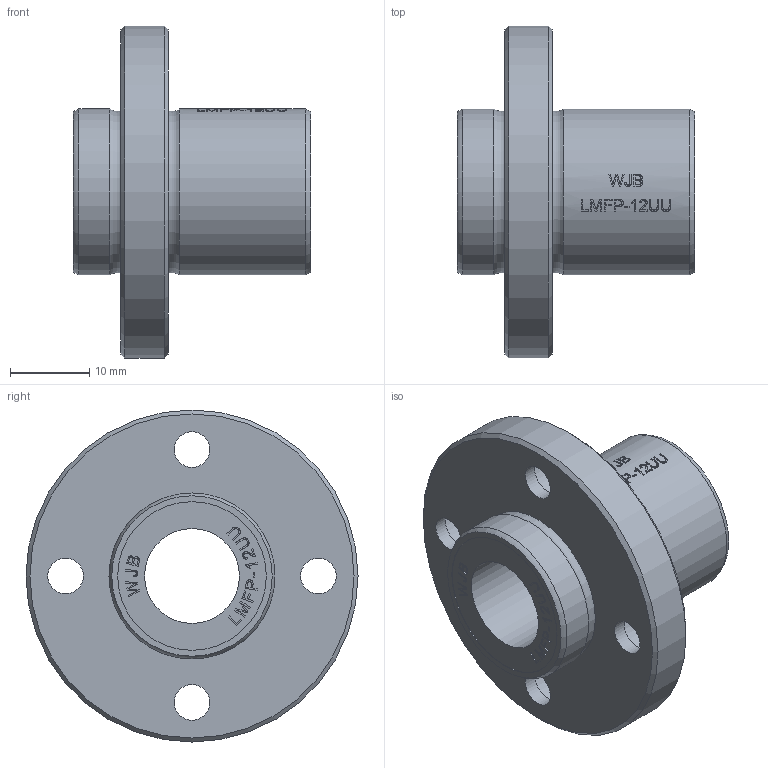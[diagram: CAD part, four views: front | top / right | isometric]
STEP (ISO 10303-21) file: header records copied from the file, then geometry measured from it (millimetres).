
FILE_DESCRIPTION(/* description */ (''),/* implementation_level */ '2;1');
FILE_NAME(/* name */ 'WJB-LMFP-12UU-2.stp',/* time_stamp */ '2019-01-26T19:06:40+08:00',/* author */ (''),/* organization */ (''),/* preprocessor_version */ 'ST-DEVELOPER v11',/* originating_system */ 'SIEMENS UGS NX 6.0',/* authorisation */ '');
FILE_SCHEMA (('CONFIG_CONTROL_DESIGN'));
Length unit declared in the file: millimetre
Products named in the file (1): ROCK97E1xpgy
Bounding box: 30 x 42 x 42 mm (x, y, z)
Volume: 12135.1 mm3; surface area: 6401.3 mm2
Topology: 1 solids, 1 shells, 357 faces, 900 edges, 598 vertices
Faces by surface type: plane 229, extrusion 93, cylinder 29, torus 4, cone 2
Full cylindrical faces by diameter (mm): 4.5 x4, 8 x4, 12 x1, 18.8 x2, 21 x2, 42 x1
Entity records: 13476 total; most frequent: CARTESIAN_POINT 5366, ORIENTED_EDGE 1760, DIRECTION 1289, EDGE_CURVE 880, VERTEX_POINT 598, VECTOR 563, LINE 470, EDGE_LOOP 440
